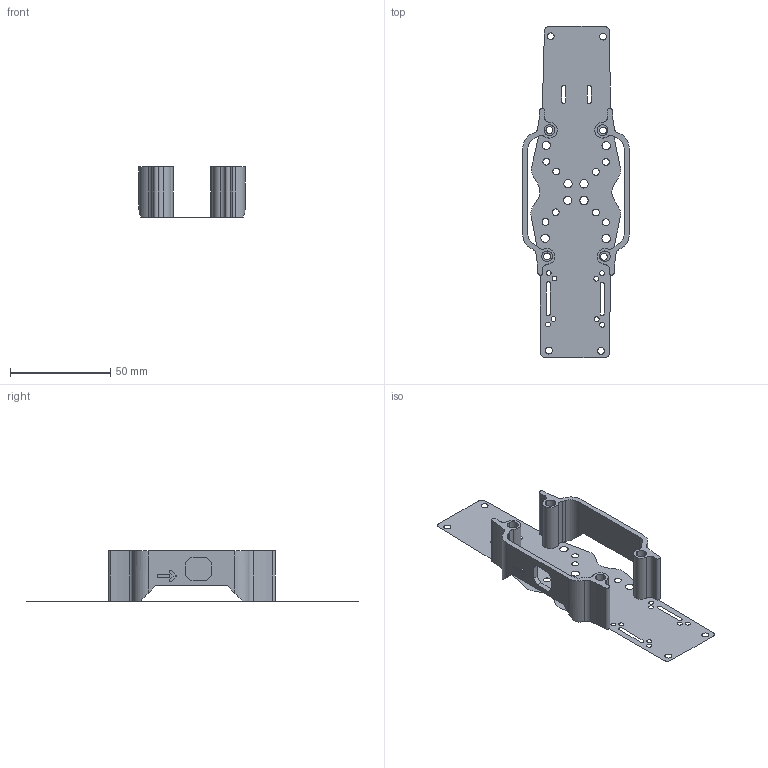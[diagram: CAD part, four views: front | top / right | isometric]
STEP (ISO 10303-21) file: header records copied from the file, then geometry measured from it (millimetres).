
FILE_DESCRIPTION(('3DEXPERIENCE STEP','CAx-IF Rec.Pracs.--- Model Styling and Organization---1.5--- 2016-08-15','CAx-IF Rec.Pracs.---Supplemental Geometry---1.0---2011-11-01','CAx-IF Rec.Pracs.---User Defined Attributes---1.5---2016-08-15','CAx-IF Rec.Pracs.--- Composite Materials ---1.1---2010-07-15'),'2;1');
FILE_NAME('ResultFile.step','2026-01-07T08:26:03+00:00',('none'),('none'),'3DEXPERIENCE Platform3D Asset Translator 6.0.4','3DEXPERIENCE Platform STEP AP214 v3','none');
FILE_SCHEMA(('AUTOMOTIVE_DESIGN { 1 0 10303 214 1 1 1 1 }'));
Length unit declared in the file: millimetre
Products named in the file (1): ResultFile
Bounding box: 52.87 x 165.25 x 25 mm (x, y, z)
Volume: 11913.9 mm3; surface area: 17109.5 mm2
Topology: 2 solids, 3 shells, 99 faces, 401 edges, 352 vertices
Faces by surface type: cylinder 58, plane 41
Entity records: 4481 total; most frequent: CARTESIAN_POINT 868, ORIENTED_EDGE 658, DIRECTION 543, EDGE_CURVE 384, VERTEX_POINT 294, AXIS2_PLACEMENT_3D 289, CIRCLE 213, VECTOR 180
